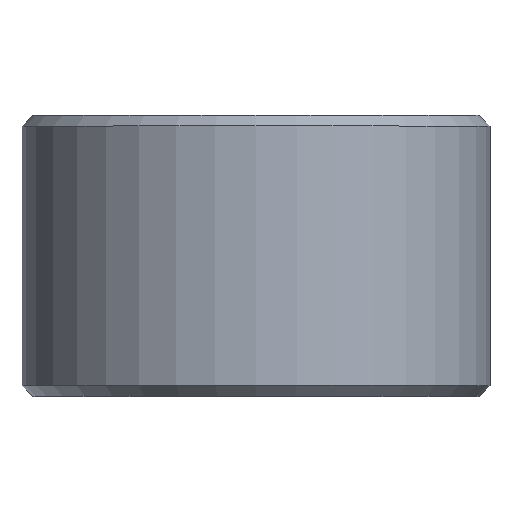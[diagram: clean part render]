
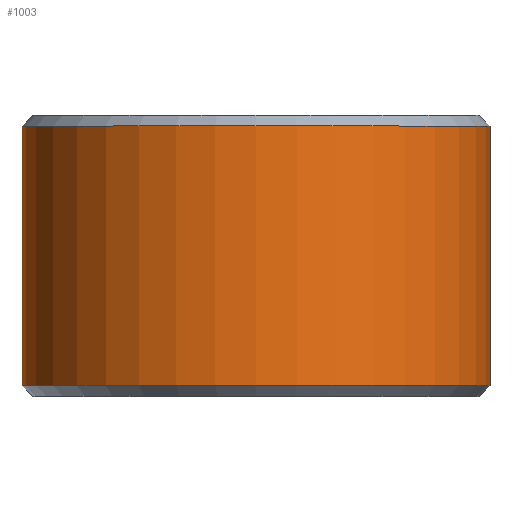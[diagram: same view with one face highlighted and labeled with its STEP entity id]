
A CAD part, top view. The second image highlights one B-rep face of the part: STEP entity #1003.
In plain terms, the highlighted cylindrical face has radius 5.5 mm (diameter 11 mm), a full revolution.
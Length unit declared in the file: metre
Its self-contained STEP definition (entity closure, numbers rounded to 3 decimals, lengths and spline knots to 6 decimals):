
#58=CIRCLE('',#1227,0.0055);
#59=CIRCLE('',#1228,0.0055);
#118=CYLINDRICAL_SURFACE('',#1226,0.0055);
#268=ORIENTED_EDGE('',*,*,#521,.T.);
#269=ORIENTED_EDGE('',*,*,#522,.T.);
#270=ORIENTED_EDGE('',*,*,#523,.T.);
#271=ORIENTED_EDGE('',*,*,#524,.T.);
#272=ORIENTED_EDGE('',*,*,#525,.T.);
#273=ORIENTED_EDGE('',*,*,#526,.T.);
#274=ORIENTED_EDGE('',*,*,#465,.T.);
#275=ORIENTED_EDGE('',*,*,#458,.F.);
#276=ORIENTED_EDGE('',*,*,#468,.T.);
#277=ORIENTED_EDGE('',*,*,#527,.T.);
#278=ORIENTED_EDGE('',*,*,#518,.T.);
#279=ORIENTED_EDGE('',*,*,#512,.F.);
#280=ORIENTED_EDGE('',*,*,#513,.T.);
#281=ORIENTED_EDGE('',*,*,#463,.T.);
#458=EDGE_CURVE('',#611,#612,#720,.T.);
#463=EDGE_CURVE('',#617,#616,#723,.T.);
#465=EDGE_CURVE('',#615,#612,#725,.T.);
#468=EDGE_CURVE('',#611,#619,#726,.T.);
#512=EDGE_CURVE('',#648,#647,#768,.T.);
#513=EDGE_CURVE('',#648,#617,#769,.T.);
#518=EDGE_CURVE('',#653,#647,#770,.T.);
#521=EDGE_CURVE('',#654,#654,#58,.F.);
#522=EDGE_CURVE('',#655,#655,#59,.T.);
#523=EDGE_CURVE('',#616,#656,#773,.T.);
#524=EDGE_CURVE('',#656,#657,#774,.T.);
#525=EDGE_CURVE('',#657,#658,#775,.T.);
#526=EDGE_CURVE('',#658,#615,#776,.T.);
#527=EDGE_CURVE('',#619,#653,#777,.T.);
#611=VERTEX_POINT('',#1839);
#612=VERTEX_POINT('',#1844);
#615=VERTEX_POINT('',#1865);
#616=VERTEX_POINT('',#1875);
#617=VERTEX_POINT('',#1880);
#619=VERTEX_POINT('',#1909);
#647=VERTEX_POINT('',#2586);
#648=VERTEX_POINT('',#2594);
#653=VERTEX_POINT('',#2667);
#654=VERTEX_POINT('',#2790);
#655=VERTEX_POINT('',#2792);
#656=VERTEX_POINT('',#2797);
#657=VERTEX_POINT('',#2802);
#658=VERTEX_POINT('',#2807);
#720=B_SPLINE_CURVE_WITH_KNOTS('',3,(#1840,#1841,#1842,#1843),
 .UNSPECIFIED.,.F.,.F.,(4,4),(0.,0.001581),.UNSPECIFIED.);
#723=B_SPLINE_CURVE_WITH_KNOTS('',3,(#1876,#1877,#1878,#1879),
 .UNSPECIFIED.,.F.,.F.,(4,4),(0.,0.000489),
 .UNSPECIFIED.);
#725=B_SPLINE_CURVE_WITH_KNOTS('',3,(#1885,#1886,#1887,#1888),
 .UNSPECIFIED.,.F.,.F.,(4,4),(0.000731,0.001312),
 .UNSPECIFIED.);
#726=B_SPLINE_CURVE_WITH_KNOTS('',3,(#1910,#1911,#1912,#1913),
 .UNSPECIFIED.,.F.,.F.,(4,4),(0.,0.000332),
 .UNSPECIFIED.);
#768=B_SPLINE_CURVE_WITH_KNOTS('',3,(#2595,#2596,#2597,#2598),
 .UNSPECIFIED.,.F.,.F.,(4,4),(0.,0.000953),.UNSPECIFIED.);
#769=B_SPLINE_CURVE_WITH_KNOTS('',3,(#2643,#2644,#2645,#2646,#2647,#2648,
#2649,#2650,#2651),.UNSPECIFIED.,.F.,.F.,(4,1,1,1,1,1,4),(0.,0.00068,
0.001359,0.002039,0.002718,0.004077,
0.005436),.UNSPECIFIED.);
#770=B_SPLINE_CURVE_WITH_KNOTS('',3,(#2663,#2664,#2665,#2666),
 .UNSPECIFIED.,.F.,.F.,(4,4),(0.000766,0.000837),
 .UNSPECIFIED.);
#773=B_SPLINE_CURVE_WITH_KNOTS('',3,(#2793,#2794,#2795,#2796),
 .UNSPECIFIED.,.F.,.F.,(4,4),(0.000489,0.00131),
 .UNSPECIFIED.);
#774=B_SPLINE_CURVE_WITH_KNOTS('',3,(#2798,#2799,#2800,#2801),
 .UNSPECIFIED.,.F.,.F.,(4,4),(0.,1.),.UNSPECIFIED.);
#775=B_SPLINE_CURVE_WITH_KNOTS('',3,(#2803,#2804,#2805,#2806),
 .UNSPECIFIED.,.F.,.F.,(4,4),(0.00006,0.000589),
 .UNSPECIFIED.);
#776=B_SPLINE_CURVE_WITH_KNOTS('',3,(#2808,#2809,#2810,#2811),
 .UNSPECIFIED.,.F.,.F.,(4,4),(0.012879,0.013869),
 .UNSPECIFIED.);
#777=B_SPLINE_CURVE_WITH_KNOTS('',3,(#2812,#2813,#2814,#2815),
 .UNSPECIFIED.,.F.,.F.,(4,4),(0.000332,0.000766),
 .UNSPECIFIED.);
#855=EDGE_LOOP('',(#268));
#856=EDGE_LOOP('',(#269));
#857=EDGE_LOOP('',(#270,#271,#272,#273,#274,#275,#276,#277,#278,#279,#280,
#281));
#924=FACE_BOUND('',#855,.T.);
#925=FACE_BOUND('',#856,.T.);
#926=FACE_BOUND('',#857,.T.);
#1003=ADVANCED_FACE('',(#924,#925,#926),#118,.T.);
#1226=AXIS2_PLACEMENT_3D('',#2788,#1303,#1304);
#1227=AXIS2_PLACEMENT_3D('',#2789,#1305,#1306);
#1228=AXIS2_PLACEMENT_3D('',#2791,#1307,#1308);
#1303=DIRECTION('',(0.,-1.,0.));
#1304=DIRECTION('',(1.,0.,0.));
#1305=DIRECTION('',(0.,-1.,0.));
#1306=DIRECTION('',(0.,0.,-1.));
#1307=DIRECTION('',(0.,-1.,0.));
#1308=DIRECTION('',(0.,0.,-1.));
#1839=CARTESIAN_POINT('',(0.00226,-0.008996,0.000492));
#1840=CARTESIAN_POINT('',(0.002261,-0.008996,0.000492));
#1841=CARTESIAN_POINT('',(0.002212,-0.008464,0.000512));
#1842=CARTESIAN_POINT('',(0.002284,-0.00793,0.000479));
#1843=CARTESIAN_POINT('',(0.002486,-0.007439,0.000409));
#1844=CARTESIAN_POINT('',(0.002486,-0.007439,0.000409));
#1865=CARTESIAN_POINT('',(0.002841,-0.006989,0.0003));
#1875=CARTESIAN_POINT('',(0.005019,-0.006546,0.000158));
#1876=CARTESIAN_POINT('',(0.005448,-0.006769,0.000233));
#1877=CARTESIAN_POINT('',(0.005313,-0.006677,0.000204));
#1878=CARTESIAN_POINT('',(0.00517,-0.006603,0.000178));
#1879=CARTESIAN_POINT('',(0.005019,-0.006546,0.000158));
#1880=CARTESIAN_POINT('',(0.005448,-0.006769,0.000233));
#1885=CARTESIAN_POINT('',(0.002841,-0.006989,0.0003));
#1886=CARTESIAN_POINT('',(0.002702,-0.007122,0.000337));
#1887=CARTESIAN_POINT('',(0.002584,-0.007272,0.000375));
#1888=CARTESIAN_POINT('',(0.002486,-0.007439,0.000409));
#1909=CARTESIAN_POINT('',(0.002365,-0.00931,0.000452));
#1910=CARTESIAN_POINT('',(0.00226,-0.008996,0.000493));
#1911=CARTESIAN_POINT('',(0.002287,-0.009104,0.000482));
#1912=CARTESIAN_POINT('',(0.002322,-0.009209,0.000468));
#1913=CARTESIAN_POINT('',(0.002365,-0.00931,0.000452));
#2586=CARTESIAN_POINT('',(0.002614,-0.009743,0.000367));
#2594=CARTESIAN_POINT('',(0.003521,-0.00995,0.000161));
#2595=CARTESIAN_POINT('',(0.003521,-0.00995,0.000161));
#2596=CARTESIAN_POINT('',(0.003208,-0.00991,0.000204));
#2597=CARTESIAN_POINT('',(0.002907,-0.009828,0.000274));
#2598=CARTESIAN_POINT('',(0.002615,-0.009742,0.000366));
#2643=CARTESIAN_POINT('',(0.003521,-0.00995,0.000161));
#2644=CARTESIAN_POINT('',(0.003686,-0.010109,0.000138));
#2645=CARTESIAN_POINT('',(0.004086,-0.010352,0.000097));
#2646=CARTESIAN_POINT('',(0.004804,-0.010321,0.000119));
#2647=CARTESIAN_POINT('',(0.00538,-0.009929,0.000211));
#2648=CARTESIAN_POINT('',(0.005889,-0.009172,0.000341));
#2649=CARTESIAN_POINT('',(0.006056,-0.008004,0.000404));
#2650=CARTESIAN_POINT('',(0.005725,-0.007129,0.000293));
#2651=CARTESIAN_POINT('',(0.005448,-0.006769,0.000233));
#2663=CARTESIAN_POINT('',(0.002573,-0.009686,0.00038));
#2664=CARTESIAN_POINT('',(0.002587,-0.009705,0.000375));
#2665=CARTESIAN_POINT('',(0.0026,-0.009724,0.000371));
#2666=CARTESIAN_POINT('',(0.002614,-0.009743,0.000366));
#2667=CARTESIAN_POINT('',(0.002573,-0.009686,0.00038));
#2788=CARTESIAN_POINT('',(0.004281,-0.005192,0.005608));
#2789=CARTESIAN_POINT('',(0.004281,-0.011542,0.005608));
#2790=CARTESIAN_POINT('',(0.004281,-0.011542,0.000108));
#2791=CARTESIAN_POINT('',(0.004281,-0.005446,0.005608));
#2792=CARTESIAN_POINT('',(0.004281,-0.005446,0.000108));
#2793=CARTESIAN_POINT('',(0.005019,-0.006546,0.000158));
#2794=CARTESIAN_POINT('',(0.004764,-0.00645,0.000123));
#2795=CARTESIAN_POINT('',(0.004483,-0.006403,0.000105));
#2796=CARTESIAN_POINT('',(0.00421,-0.006412,0.000108));
#2797=CARTESIAN_POINT('',(0.00421,-0.006412,0.000108));
#2798=CARTESIAN_POINT('',(0.00421,-0.006412,0.000108));
#2799=CARTESIAN_POINT('',(0.004208,-0.006412,0.000108));
#2800=CARTESIAN_POINT('',(0.004206,-0.006412,0.000108));
#2801=CARTESIAN_POINT('',(0.004205,-0.006412,0.000108));
#2802=CARTESIAN_POINT('',(0.004205,-0.006412,0.000109));
#2803=CARTESIAN_POINT('',(0.004205,-0.006412,0.000108));
#2804=CARTESIAN_POINT('',(0.004029,-0.006432,0.000111));
#2805=CARTESIAN_POINT('',(0.003856,-0.006461,0.000122));
#2806=CARTESIAN_POINT('',(0.003684,-0.006498,0.00014));
#2807=CARTESIAN_POINT('',(0.003684,-0.006498,0.00014));
#2808=CARTESIAN_POINT('',(0.003684,-0.006498,0.00014));
#2809=CARTESIAN_POINT('',(0.003366,-0.006594,0.000175));
#2810=CARTESIAN_POINT('',(0.003078,-0.006762,0.000235));
#2811=CARTESIAN_POINT('',(0.002841,-0.006989,0.0003));
#2812=CARTESIAN_POINT('',(0.002365,-0.00931,0.000452));
#2813=CARTESIAN_POINT('',(0.002421,-0.009441,0.000432));
#2814=CARTESIAN_POINT('',(0.002491,-0.009567,0.000407));
#2815=CARTESIAN_POINT('',(0.002573,-0.009686,0.00038));
